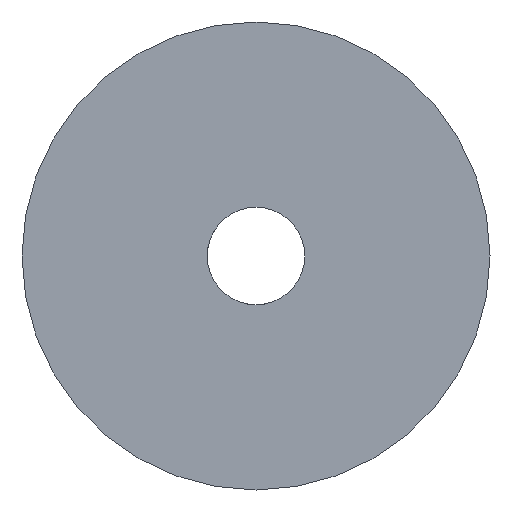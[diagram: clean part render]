
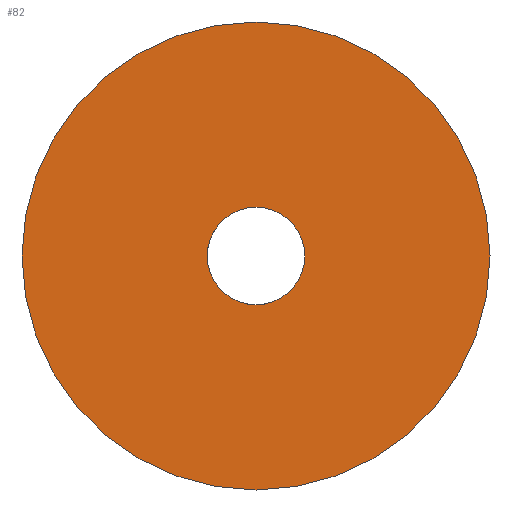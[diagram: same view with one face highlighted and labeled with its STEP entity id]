
A CAD part, left-side view. The second image highlights one B-rep face of the part: STEP entity #82.
In plain terms, the highlighted planar face has unit normal (-1, 0, 0).
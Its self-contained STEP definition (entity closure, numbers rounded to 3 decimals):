
#82 = ADVANCED_FACE( '', ( #115, #116 ), #117, .T. );
#115 = FACE_BOUND( '', #161, .T. );
#116 = FACE_OUTER_BOUND( '', #162, .T. );
#117 = PLANE( '', #163 );
#161 = EDGE_LOOP( '', ( #221 ) );
#162 = EDGE_LOOP( '', ( #222 ) );
#163 = AXIS2_PLACEMENT_3D( '', #223, #224, #225 );
#221 = ORIENTED_EDGE( '', *, *, #265, .T. );
#222 = ORIENTED_EDGE( '', *, *, #268, .F. );
#223 = CARTESIAN_POINT( '', ( 0., 12., 0. ) );
#224 = DIRECTION( '', ( -1., 0., 0. ) );
#225 = DIRECTION( '', ( 0., 0., 1. ) );
#265 = EDGE_CURVE( '', #290, #290, #291, .T. );
#268 = EDGE_CURVE( '', #296, #296, #297, .T. );
#290 = VERTEX_POINT( '', #492 );
#291 = CIRCLE( '', #493, 2.5 );
#296 = VERTEX_POINT( '', #498 );
#297 = CIRCLE( '', #499, 12. );
#492 = CARTESIAN_POINT( '', ( 0., 0., -2.5 ) );
#493 = AXIS2_PLACEMENT_3D( '', #521, #522, #523 );
#498 = CARTESIAN_POINT( '', ( 0., 0., -12. ) );
#499 = AXIS2_PLACEMENT_3D( '', #530, #531, #532 );
#521 = CARTESIAN_POINT( '', ( 0., 0., 0. ) );
#522 = DIRECTION( '', ( 1., 0., 0. ) );
#523 = DIRECTION( '', ( 0., 0., -1. ) );
#530 = CARTESIAN_POINT( '', ( 0., 0., 0. ) );
#531 = DIRECTION( '', ( 1., 0., 0. ) );
#532 = DIRECTION( '', ( 0., 0., -1. ) );
